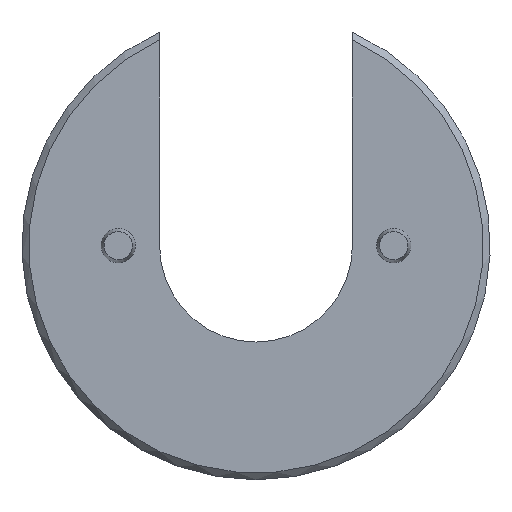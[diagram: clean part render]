
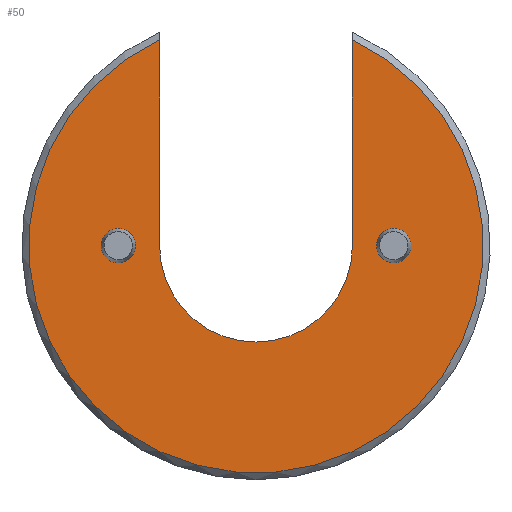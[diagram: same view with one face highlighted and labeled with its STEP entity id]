
A CAD part, front view. The second image highlights one B-rep face of the part: STEP entity #50.
In plain terms, the highlighted planar face has unit normal (0, -1, 0).
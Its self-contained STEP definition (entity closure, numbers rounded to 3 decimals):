
#50 = ADVANCED_FACE( '', ( #104, #105, #106 ), #107, .F. );
#104 = FACE_OUTER_BOUND( '', #159, .T. );
#105 = FACE_BOUND( '', #160, .T. );
#106 = FACE_BOUND( '', #161, .T. );
#107 = PLANE( '', #162 );
#159 = EDGE_LOOP( '', ( #228, #229, #230, #231 ) );
#160 = EDGE_LOOP( '', ( #232 ) );
#161 = EDGE_LOOP( '', ( #233 ) );
#162 = AXIS2_PLACEMENT_3D( '', #234, #235, #236 );
#228 = ORIENTED_EDGE( '', *, *, #294, .F. );
#229 = ORIENTED_EDGE( '', *, *, #303, .T. );
#230 = ORIENTED_EDGE( '', *, *, #311, .T. );
#231 = ORIENTED_EDGE( '', *, *, #312, .T. );
#232 = ORIENTED_EDGE( '', *, *, #313, .F. );
#233 = ORIENTED_EDGE( '', *, *, #301, .F. );
#234 = CARTESIAN_POINT( '', ( 16.5, 0., 0. ) );
#235 = DIRECTION( '', ( 0., 1., 0. ) );
#236 = DIRECTION( '', ( 0., 0., 1. ) );
#294 = EDGE_CURVE( '', #334, #336, #337, .T. );
#301 = EDGE_CURVE( '', #347, #347, #348, .F. );
#303 = EDGE_CURVE( '', #334, #350, #351, .T. );
#311 = EDGE_CURVE( '', #350, #362, #363, .T. );
#312 = EDGE_CURVE( '', #362, #336, #364, .T. );
#313 = EDGE_CURVE( '', #365, #365, #366, .F. );
#334 = VERTEX_POINT( '', #394 );
#336 = VERTEX_POINT( '', #397 );
#337 = LINE( '', #398, #399 );
#347 = VERTEX_POINT( '', #413 );
#348 = CIRCLE( '', #414, 1.25 );
#350 = VERTEX_POINT( '', #416 );
#351 = CIRCLE( '', #417, 7. );
#362 = VERTEX_POINT( '', #429 );
#363 = LINE( '', #430, #431 );
#364 = CIRCLE( '', #432, 16.5 );
#365 = VERTEX_POINT( '', #433 );
#366 = CIRCLE( '', #434, 1.25 );
#394 = CARTESIAN_POINT( '', ( 7., 0., 0. ) );
#397 = CARTESIAN_POINT( '', ( 7., 0., 14.942 ) );
#398 = CARTESIAN_POINT( '', ( 7., 0., 0. ) );
#399 = VECTOR( '', #462, 1000. );
#413 = CARTESIAN_POINT( '', ( -10., 0., 1.25 ) );
#414 = AXIS2_PLACEMENT_3D( '', #470, #471, #472 );
#416 = CARTESIAN_POINT( '', ( -7., 0., 0. ) );
#417 = AXIS2_PLACEMENT_3D( '', #473, #474, #475 );
#429 = CARTESIAN_POINT( '', ( -7., 0., 14.942 ) );
#430 = CARTESIAN_POINT( '', ( -7., 0., 0. ) );
#431 = VECTOR( '', #486, 1000. );
#432 = AXIS2_PLACEMENT_3D( '', #487, #488, #489 );
#433 = CARTESIAN_POINT( '', ( 10., 0., 1.25 ) );
#434 = AXIS2_PLACEMENT_3D( '', #490, #491, #492 );
#462 = DIRECTION( '', ( 0., 0., 1. ) );
#470 = CARTESIAN_POINT( '', ( -10., 0., 0. ) );
#471 = DIRECTION( '', ( 0., 1., 0. ) );
#472 = DIRECTION( '', ( 0., 0., 1. ) );
#473 = CARTESIAN_POINT( '', ( 0., 0., 0. ) );
#474 = DIRECTION( '', ( 0., 1., 0. ) );
#475 = DIRECTION( '', ( 1., 0., 0. ) );
#486 = DIRECTION( '', ( 0., 0., 1. ) );
#487 = CARTESIAN_POINT( '', ( 0., 0., 0. ) );
#488 = DIRECTION( '', ( 0., -1., 0. ) );
#489 = DIRECTION( '', ( 0., 0., -1. ) );
#490 = CARTESIAN_POINT( '', ( 10., 0., 0. ) );
#491 = DIRECTION( '', ( 0., 1., 0. ) );
#492 = DIRECTION( '', ( 0., 0., 1. ) );
